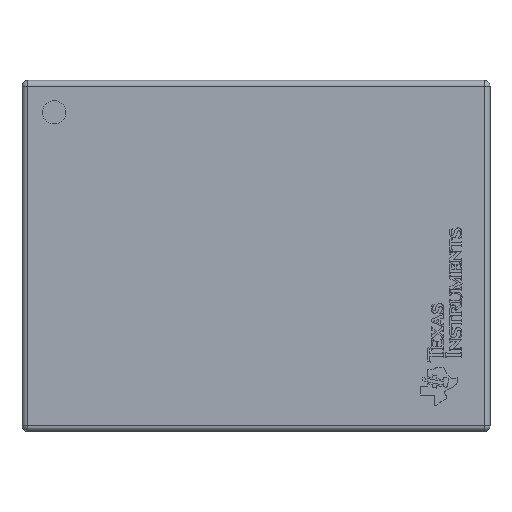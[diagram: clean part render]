
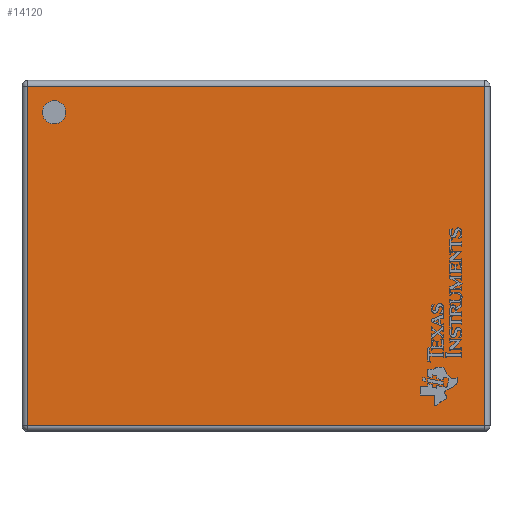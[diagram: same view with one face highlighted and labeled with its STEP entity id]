
A CAD part, top view. The second image highlights one B-rep face of the part: STEP entity #14120.
In plain terms, the highlighted face is planar.
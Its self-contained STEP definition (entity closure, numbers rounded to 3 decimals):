
#588=PLANE('',#15076);
#1916=LINE('',#18765,#3497);
#1918=LINE('',#18775,#3499);
#1920=LINE('',#18778,#3501);
#1924=LINE('',#18787,#3505);
#3497=VECTOR('',#15782,10.);
#3499=VECTOR('',#15794,10.);
#3501=VECTOR('',#15798,10.);
#3505=VECTOR('',#15808,10.);
#5139=FACE_OUTER_BOUND('',#5898,.T.);
#5898=EDGE_LOOP('',(#10192,#10193,#10194,#10195));
#6747=VERTEX_POINT('',#18741);
#6750=VERTEX_POINT('',#18748);
#6752=VERTEX_POINT('',#18753);
#6758=VERTEX_POINT('',#18771);
#8091=EDGE_CURVE('',#6747,#6752,#1916,.T.);
#8096=EDGE_CURVE('',#6752,#6758,#1918,.T.);
#8098=EDGE_CURVE('',#6758,#6750,#1920,.T.);
#8103=EDGE_CURVE('',#6750,#6747,#1924,.T.);
#10192=ORIENTED_EDGE('',*,*,#8091,.F.);
#10193=ORIENTED_EDGE('',*,*,#8103,.F.);
#10194=ORIENTED_EDGE('',*,*,#8098,.F.);
#10195=ORIENTED_EDGE('',*,*,#8096,.F.);
#14120=ADVANCED_FACE('',(#5139),#588,.T.);
#15076=AXIS2_PLACEMENT_3D('',#18903,#15881,#15882);
#15782=DIRECTION('',(0.,0.,1.));
#15794=DIRECTION('',(-1.,0.,0.));
#15798=DIRECTION('',(0.,0.,-1.));
#15808=DIRECTION('',(1.,0.,0.));
#15881=DIRECTION('center_axis',(0.,1.,0.));
#15882=DIRECTION('ref_axis',(1.,0.,0.));
#18741=CARTESIAN_POINT('',(1.95,0.775,-1.45));
#18748=CARTESIAN_POINT('',(-1.95,0.775,-1.45));
#18753=CARTESIAN_POINT('',(1.95,0.775,1.45));
#18765=CARTESIAN_POINT('',(1.95,0.775,0.75));
#18771=CARTESIAN_POINT('',(-1.95,0.775,1.45));
#18775=CARTESIAN_POINT('',(-1.,0.775,1.45));
#18778=CARTESIAN_POINT('',(-1.95,0.775,-0.75));
#18787=CARTESIAN_POINT('',(1.,0.775,-1.45));
#18903=CARTESIAN_POINT('Origin',(0.,0.775,0.));
